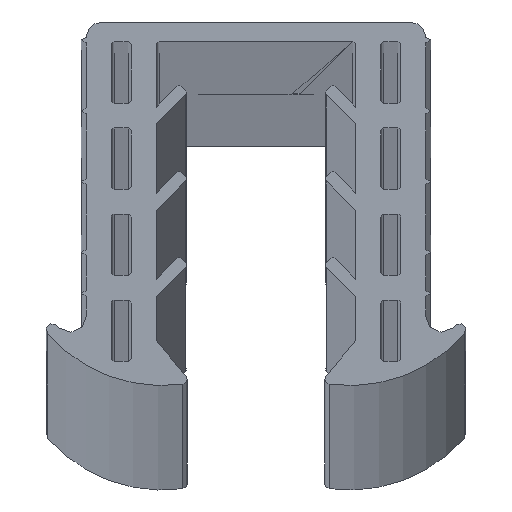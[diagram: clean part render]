
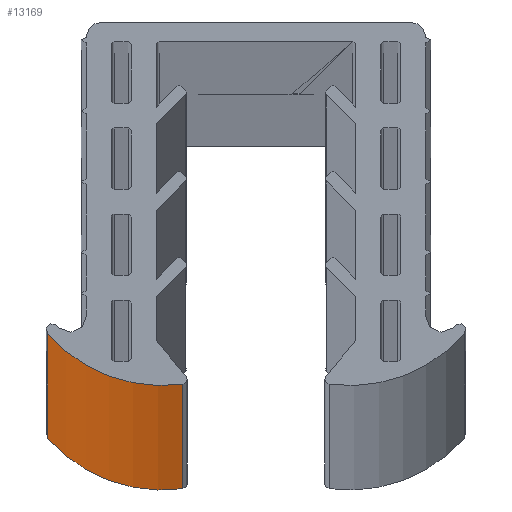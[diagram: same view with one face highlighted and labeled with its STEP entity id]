
A CAD part, top view. The second image highlights one B-rep face of the part: STEP entity #13169.
In plain terms, the highlighted cylindrical face has radius 15.303 mm (diameter 30.606 mm), a partial arc.
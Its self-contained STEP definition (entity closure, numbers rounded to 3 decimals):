
#367 = ORIENTED_EDGE ( 'NONE', *, *, #2337, .F. ) ;
#2212 = AXIS2_PLACEMENT_3D ( 'NONE', #10941, #3031, #7955 ) ;
#2272 = CARTESIAN_POINT ( 'NONE',  ( -7.333, -36.306, -3000. ) ) ;
#2337 = EDGE_CURVE ( 'NONE', #17376, #10437, #11760, .T. ) ;
#2584 = CARTESIAN_POINT ( 'NONE',  ( -7.333, -36.306, 3000. ) ) ;
#2913 = DIRECTION ( 'NONE',  ( 0., 0., -1. ) ) ;
#3031 = DIRECTION ( 'NONE',  ( 0., 0., 1. ) ) ;
#3298 = CARTESIAN_POINT ( 'NONE',  ( -20.879, -31.251, 3000. ) ) ;
#3380 = ORIENTED_EDGE ( 'NONE', *, *, #12701, .T. ) ;
#4177 = EDGE_CURVE ( 'NONE', #10437, #14036, #18584, .T. ) ;
#4415 = DIRECTION ( 'NONE',  ( 0., 0., 1. ) ) ;
#4932 = CYLINDRICAL_SURFACE ( 'NONE', #8188, 15.303 ) ;
#5232 = VECTOR ( 'NONE', #13672, 1000. ) ;
#5573 = VERTEX_POINT ( 'NONE', #15836 ) ;
#6738 = CARTESIAN_POINT ( 'NONE',  ( -7.333, -36.306, 3000. ) ) ;
#7955 = DIRECTION ( 'NONE',  ( 1., 0., 0. ) ) ;
#8188 = AXIS2_PLACEMENT_3D ( 'NONE', #12396, #2913, #14006 ) ;
#9243 = EDGE_LOOP ( 'NONE', ( #3380, #17711, #367, #17070 ) ) ;
#9277 = DIRECTION ( 'NONE',  ( 1., 0., 0. ) ) ;
#10437 = VERTEX_POINT ( 'NONE', #6738 ) ;
#10452 = CARTESIAN_POINT ( 'NONE',  ( -20.879, -31.251, 3000. ) ) ;
#10941 = CARTESIAN_POINT ( 'NONE',  ( -9.39, -21.142, -3000. ) ) ;
#11760 = CIRCLE ( 'NONE', #19292, 15.303 ) ;
#11951 = DIRECTION ( 'NONE',  ( 0., 0., -1. ) ) ;
#12360 = VECTOR ( 'NONE', #11951, 1000. ) ;
#12396 = CARTESIAN_POINT ( 'NONE',  ( -9.39, -21.142, 3000. ) ) ;
#12701 = EDGE_CURVE ( 'NONE', #5573, #14036, #20044, .T. ) ;
#12875 = FACE_OUTER_BOUND ( 'NONE', #9243, .T. ) ;
#13034 = EDGE_CURVE ( 'NONE', #17376, #5573, #16597, .T. ) ;
#13169 = ADVANCED_FACE ( 'NONE', ( #12875 ), #4932, .T. ) ;
#13672 = DIRECTION ( 'NONE',  ( 0., 0., -1. ) ) ;
#14006 = DIRECTION ( 'NONE',  ( -1., 0., 0. ) ) ;
#14036 = VERTEX_POINT ( 'NONE', #2272 ) ;
#15291 = CARTESIAN_POINT ( 'NONE',  ( -9.39, -21.142, 3000. ) ) ;
#15836 = CARTESIAN_POINT ( 'NONE',  ( -20.879, -31.251, -3000. ) ) ;
#16597 = LINE ( 'NONE', #10452, #12360 ) ;
#17070 = ORIENTED_EDGE ( 'NONE', *, *, #13034, .T. ) ;
#17376 = VERTEX_POINT ( 'NONE', #3298 ) ;
#17711 = ORIENTED_EDGE ( 'NONE', *, *, #4177, .F. ) ;
#18584 = LINE ( 'NONE', #2584, #5232 ) ;
#19292 = AXIS2_PLACEMENT_3D ( 'NONE', #15291, #4415, #9277 ) ;
#20044 = CIRCLE ( 'NONE', #2212, 15.303 ) ;
